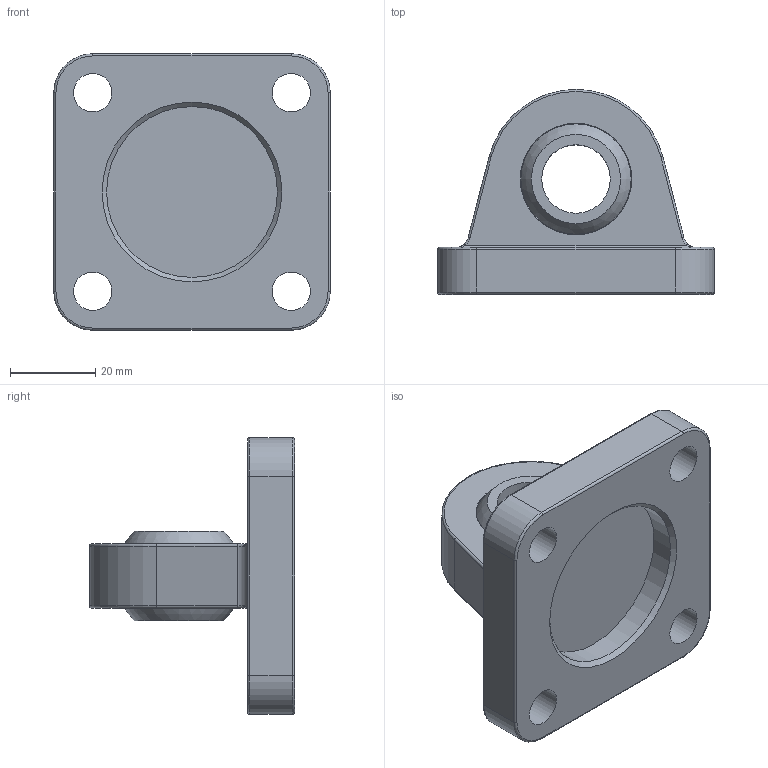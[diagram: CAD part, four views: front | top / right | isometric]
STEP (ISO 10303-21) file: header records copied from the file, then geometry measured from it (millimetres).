
FILE_DESCRIPTION(/* description */ (''),/* implementation_level */ '2;1');
FILE_NAME(/* name */ 'c-cu50.stp',/* time_stamp */ '2015-12-09T13:33:24+01:00',/* author */ (''),/* organization */ (''),/* preprocessor_version */ 'ST-DEVELOPER v15.2',/* originating_system */ 'Autodesk Translator Framework v2.0.0.5431',/* authorisation */ '');
FILE_SCHEMA (('AUTOMOTIVE_DESIGN { 1 0 10303 214 3 1 1 }'));
Products named in the file (1): (Unsaved)
Bounding box: 64.7 x 48 x 64.7 mm (x, y, z)
Volume: 52374.9 mm3; surface area: 17167.4 mm2
Topology: 1 solids, 1 shells, 1197 faces, 3318 edges, 2176 vertices
Faces by surface type: bspline 767, plane 378, cylinder 33, torus 16, sphere 2, cone 1
Full cylindrical faces by diameter (mm): 9 x4, 15 x4, 16.04 x1, 40 x1
Entity records: 45052 total; most frequent: CARTESIAN_POINT 19790, ORIENTED_EDGE 6628, EDGE_CURVE 3294, DIRECTION 2713, VERTEX_POINT 2169, LINE 1673, VECTOR 1673, B_SPLINE_CURVE_WITH_KNOTS 1532
